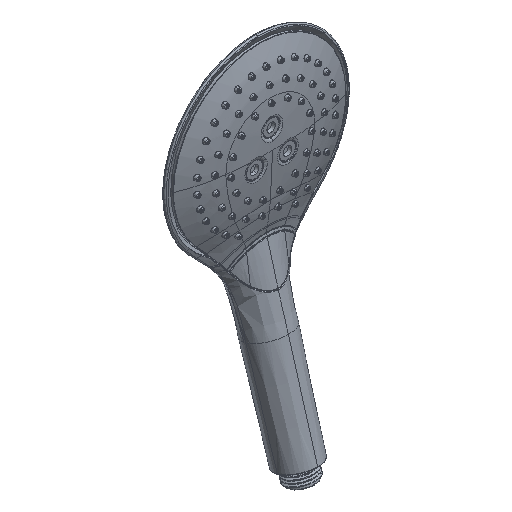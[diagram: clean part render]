
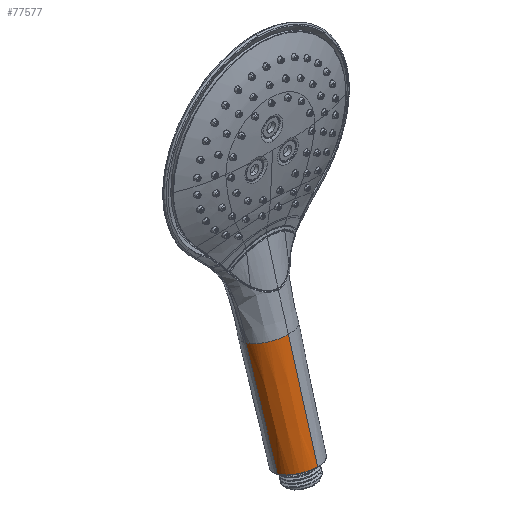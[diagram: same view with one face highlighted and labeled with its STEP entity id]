
A CAD part, isometric view. The second image highlights one B-rep face of the part: STEP entity #77577.
In plain terms, the highlighted free-form (B-spline) face has degree [3, 3] with [9, 4] control points.
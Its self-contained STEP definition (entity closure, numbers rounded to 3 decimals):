
#73537=CARTESIAN_POINT('',(-15.501,-7.689,
-107.568));
#73670=DIRECTION('',(-0.021,0.284,0.959));
#73671=VECTOR('',#73670,71.154);
#73672=CARTESIAN_POINT('',(-14.006,-27.873,
-175.783));
#73673=LINE('',#73672,#73671);
#73674=CARTESIAN_POINT('',(-15.462,-8.648,
-107.28));
#73675=CARTESIAN_POINT('',(-15.488,-8.324,
-107.377));
#73676=CARTESIAN_POINT('',(-15.501,-8.005,
-107.473));
#73677=CARTESIAN_POINT('',(-15.501,-7.689,
-107.568));
#73679=CARTESIAN_POINT('',(0.,-21.3,-103.478));
#73680=CARTESIAN_POINT('',(-1.737,-21.3,
-103.478));
#73681=CARTESIAN_POINT('',(-4.538,-20.893,
-103.6));
#73682=CARTESIAN_POINT('',(-8.128,-19.373,
-104.057));
#73683=CARTESIAN_POINT('',(-10.572,-17.757,
-104.543));
#73684=CARTESIAN_POINT('',(-12.614,-15.744,
-105.148));
#73685=CARTESIAN_POINT('',(-14.657,-12.69,
-106.065));
#73686=CARTESIAN_POINT('',(-15.336,-10.211,
-106.81));
#73687=CARTESIAN_POINT('',(-15.462,-8.648,
-107.28));
#73689=CARTESIAN_POINT('',(0.,-41.282,
-171.756));
#73690=CARTESIAN_POINT('',(-1.044,-41.282,
-171.756));
#73691=CARTESIAN_POINT('',(-3.136,-41.058,
-171.824));
#73692=CARTESIAN_POINT('',(-6.125,-40.058,
-172.124));
#73693=CARTESIAN_POINT('',(-8.805,-38.446,
-172.609));
#73694=CARTESIAN_POINT('',(-11.043,-36.304,
-173.253));
#73695=CARTESIAN_POINT('',(-12.726,-33.74,
-174.023));
#73696=CARTESIAN_POINT('',(-13.771,-30.88,
-174.881));
#73697=CARTESIAN_POINT('',(-14.006,-28.875,
-175.483));
#73698=CARTESIAN_POINT('',(-14.006,-27.873,
-175.783));
#74132=DIRECTION('',(0.,-0.281,-0.96));
#74133=VECTOR('',#74132,71.142);
#74134=CARTESIAN_POINT('',(0.,-21.3,-103.478));
#74135=LINE('',#74134,#74133);
#74524=CARTESIAN_POINT('',(0.,-21.3,-103.478));
#76000=VERTEX_POINT('',#73537);
#76003=VERTEX_POINT('',#74524);
#76009=VERTEX_POINT('',#73687);
#76034=CARTESIAN_POINT('',(0.,-41.282,
-171.756));
#76035=VERTEX_POINT('',#76034);
#76185=CARTESIAN_POINT('',(-14.006,-27.873,
-175.783));
#76186=VERTEX_POINT('',#76185);
#77530=CARTESIAN_POINT('',(0.289,-41.68,
-173.127));
#77531=CARTESIAN_POINT('',(0.289,-34.75,
-149.456));
#77532=CARTESIAN_POINT('',(0.289,-27.819,
-125.786));
#77533=CARTESIAN_POINT('',(0.289,-20.889,
-102.115));
#77534=CARTESIAN_POINT('',(0.193,-41.682,
-173.126));
#77535=CARTESIAN_POINT('',(0.193,-34.752,
-149.456));
#77536=CARTESIAN_POINT('',(0.193,-27.821,
-125.785));
#77537=CARTESIAN_POINT('',(0.192,-20.89,
-102.115));
#77538=CARTESIAN_POINT('',(-1.736,-41.701,
-173.12));
#77539=CARTESIAN_POINT('',(-1.734,-34.77,
-149.45));
#77540=CARTESIAN_POINT('',(-1.732,-27.838,
-125.78));
#77541=CARTESIAN_POINT('',(-1.73,-20.906,
-102.11));
#77542=CARTESIAN_POINT('',(-5.493,-40.983,
-173.336));
#77543=CARTESIAN_POINT('',(-5.587,-34.093,
-149.653));
#77544=CARTESIAN_POINT('',(-5.681,-27.203,
-125.971));
#77545=CARTESIAN_POINT('',(-5.776,-20.313,
-102.288));
#77546=CARTESIAN_POINT('',(-10.139,-38.003,
-174.23));
#77547=CARTESIAN_POINT('',(-10.53,-31.066,
-150.562));
#77548=CARTESIAN_POINT('',(-10.921,-24.13,
-126.894));
#77549=CARTESIAN_POINT('',(-11.312,-17.194,
-103.226));
#77550=CARTESIAN_POINT('',(-13.246,-33.545,
-175.567));
#77551=CARTESIAN_POINT('',(-13.787,-26.479,
-151.939));
#77552=CARTESIAN_POINT('',(-14.329,-19.413,
-128.311));
#77553=CARTESIAN_POINT('',(-14.87,-12.347,
-104.682));
#77554=CARTESIAN_POINT('',(-13.995,-29.942,
-176.648));
#77555=CARTESIAN_POINT('',(-14.513,-22.893,
-153.015));
#77556=CARTESIAN_POINT('',(-15.03,-15.844,
-129.383));
#77557=CARTESIAN_POINT('',(-15.548,-8.795,
-105.75));
#77558=CARTESIAN_POINT('',(-13.975,-28.092,
-177.203));
#77559=CARTESIAN_POINT('',(-14.493,-21.1,
-153.553));
#77560=CARTESIAN_POINT('',(-15.012,-14.109,
-129.904));
#77561=CARTESIAN_POINT('',(-15.53,-7.118,
-106.254));
#77562=CARTESIAN_POINT('',(-13.973,-27.999,
-177.231));
#77563=CARTESIAN_POINT('',(-14.492,-21.011,
-153.58));
#77564=CARTESIAN_POINT('',(-15.01,-14.023,
-129.93));
#77565=CARTESIAN_POINT('',(-15.528,-7.034,
-106.279));
#77566=B_SPLINE_SURFACE_WITH_KNOTS('',3,3,((#77530,#77531,#77532,#77533),
(#77534,#77535,#77536,#77537),(#77538,#77539,#77540,#77541),(#77542,#77543,
#77544,#77545),(#77546,#77547,#77548,#77549),(#77550,#77551,#77552,#77553),(
#77554,#77555,#77556,#77557),(#77558,#77559,#77560,#77561),(#77562,#77563,
#77564,#77565)),.UNSPECIFIED.,.F.,.F.,.F.,(4,1,1,1,1,1,4),(4,4),(
0.493,0.5,0.625,0.75,
0.875,1.,1.007),(-0.016,1.02),
.UNSPECIFIED.);
#77568=ORIENTED_EDGE('',*,*,#77567,.T.);
#77569=ORIENTED_EDGE('',*,*,#77502,.F.);
#77570=ORIENTED_EDGE('',*,*,#77525,.F.);
#77572=ORIENTED_EDGE('',*,*,#77571,.T.);
#77574=ORIENTED_EDGE('',*,*,#77573,.T.);
#77575=EDGE_LOOP('',(#77568,#77569,#77570,#77572,#77574));
#77576=FACE_OUTER_BOUND('',#77575,.F.);
#77577=ADVANCED_FACE('',(#77576),#77566,.F.);
#73678=B_SPLINE_CURVE_WITH_KNOTS('',3,(#73674,#73675,#73676,#73677),
.UNSPECIFIED.,.F.,.F.,(4,4),(0.,1.),.UNSPECIFIED.);
#73688=B_SPLINE_CURVE_WITH_KNOTS('',3,(#73679,#73680,#73681,#73682,#73683,
#73684,#73685,#73686,#73687),.UNSPECIFIED.,.F.,.F.,(4,1,1,1,1,1,4),(0.,0.25,
0.375,0.5,0.625,0.75,1.),.UNSPECIFIED.);
#73699=B_SPLINE_CURVE_WITH_KNOTS('',3,(#73689,#73690,#73691,#73692,#73693,
#73694,#73695,#73696,#73697,#73698),.UNSPECIFIED.,.F.,.F.,(4,1,1,1,1,1,1,4),(
0.,0.143,0.286,0.429,0.571,
0.714,0.857,1.),.UNSPECIFIED.);
#77502=EDGE_CURVE('',#76009,#76000,#73678,.T.);
#77525=EDGE_CURVE('',#76003,#76009,#73688,.T.);
#77567=EDGE_CURVE('',#76186,#76000,#73673,.T.);
#77571=EDGE_CURVE('',#76003,#76035,#74135,.T.);
#77573=EDGE_CURVE('',#76035,#76186,#73699,.T.);
